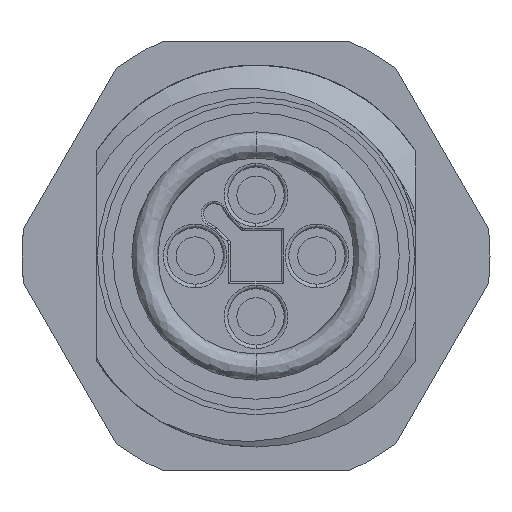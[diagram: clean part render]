
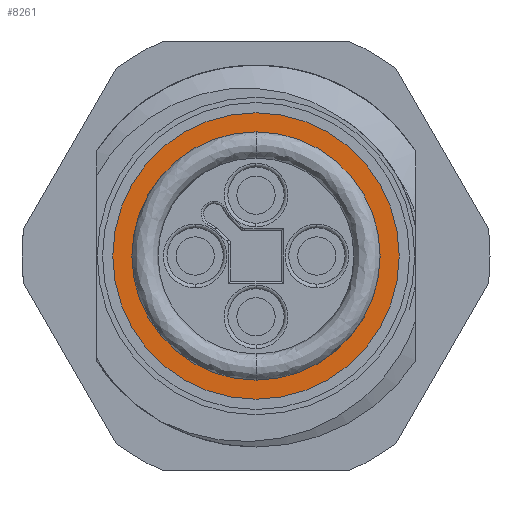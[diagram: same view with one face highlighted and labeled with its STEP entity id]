
A CAD part, left-side view. The second image highlights one B-rep face of the part: STEP entity #8261.
In plain terms, the highlighted planar face has unit normal (-1, 0, 0).
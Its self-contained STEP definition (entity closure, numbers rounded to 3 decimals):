
#146 = FACE_BOUND ( 'NONE', #1209, .T. ) ;
#910 = CARTESIAN_POINT ( 'NONE',  ( 9., 0., 4.1 ) ) ;
#1064 = DIRECTION ( 'NONE',  ( 0., 0., -1. ) ) ;
#1068 = DIRECTION ( 'NONE',  ( -1., 0., 0. ) ) ;
#1075 = CARTESIAN_POINT ( 'NONE',  ( 9., 0., 0. ) ) ;
#1209 = EDGE_LOOP ( 'NONE', ( #4226, #4299 ) ) ;
#1240 = CIRCLE ( 'NONE', #6564, 6. ) ;
#1751 = VERTEX_POINT ( 'NONE', #7132 ) ;
#1867 = DIRECTION ( 'NONE',  ( 0., 0., -1. ) ) ;
#1875 = DIRECTION ( 'NONE',  ( 1., 0., 0. ) ) ;
#1880 = CARTESIAN_POINT ( 'NONE',  ( 9., 0., 0. ) ) ;
#2278 = CIRCLE ( 'NONE', #6602, 4.1 ) ;
#2623 = VERTEX_POINT ( 'NONE', #6789 ) ;
#2797 = AXIS2_PLACEMENT_3D ( 'NONE', #8717, #7401, #7384 ) ;
#3098 = EDGE_LOOP ( 'NONE', ( #8357, #4549 ) ) ;
#3732 = CARTESIAN_POINT ( 'NONE',  ( 9., 0., 6. ) ) ;
#4063 = CIRCLE ( 'NONE', #5417, 6. ) ;
#4226 = ORIENTED_EDGE ( 'NONE', *, *, #5940, .T. ) ;
#4299 = ORIENTED_EDGE ( 'NONE', *, *, #6938, .T. ) ;
#4549 = ORIENTED_EDGE ( 'NONE', *, *, #7165, .T. ) ;
#5226 = VERTEX_POINT ( 'NONE', #910 ) ;
#5417 = AXIS2_PLACEMENT_3D ( 'NONE', #1075, #1068, #1064 ) ;
#5720 = AXIS2_PLACEMENT_3D ( 'NONE', #1880, #1875, #1867 ) ;
#5940 = EDGE_CURVE ( 'NONE', #2623, #5226, #2278, .T. ) ;
#5954 = EDGE_CURVE ( 'NONE', #1751, #6530, #1240, .T. ) ;
#6232 = DIRECTION ( 'NONE',  ( 0., 0., -1. ) ) ;
#6233 = DIRECTION ( 'NONE',  ( -1., 0., 0. ) ) ;
#6241 = CARTESIAN_POINT ( 'NONE',  ( 9., 0., 0. ) ) ;
#6316 = DIRECTION ( 'NONE',  ( 0., 0., -1. ) ) ;
#6319 = DIRECTION ( 'NONE',  ( 1., 0., 0. ) ) ;
#6326 = CARTESIAN_POINT ( 'NONE',  ( 9., 0., 0. ) ) ;
#6530 = VERTEX_POINT ( 'NONE', #3732 ) ;
#6564 = AXIS2_PLACEMENT_3D ( 'NONE', #6241, #6233, #6232 ) ;
#6602 = AXIS2_PLACEMENT_3D ( 'NONE', #6326, #6319, #6316 ) ;
#6789 = CARTESIAN_POINT ( 'NONE',  ( 9., 0., -4.1 ) ) ;
#6938 = EDGE_CURVE ( 'NONE', #5226, #2623, #7190, .T. ) ;
#7132 = CARTESIAN_POINT ( 'NONE',  ( 9., 0., -6. ) ) ;
#7165 = EDGE_CURVE ( 'NONE', #6530, #1751, #4063, .T. ) ;
#7190 = CIRCLE ( 'NONE', #5720, 4.1 ) ;
#7384 = DIRECTION ( 'NONE',  ( 0., 0., 1. ) ) ;
#7401 = DIRECTION ( 'NONE',  ( -1., 0., 0. ) ) ;
#7416 = PLANE ( 'NONE',  #2797 ) ;
#7596 = FACE_OUTER_BOUND ( 'NONE', #3098, .T. ) ;
#8261 = ADVANCED_FACE ( 'NONE', ( #7596, #146 ), #7416, .T. ) ;
#8357 = ORIENTED_EDGE ( 'NONE', *, *, #5954, .T. ) ;
#8717 = CARTESIAN_POINT ( 'NONE',  ( 9., 4.1, 0. ) ) ;
